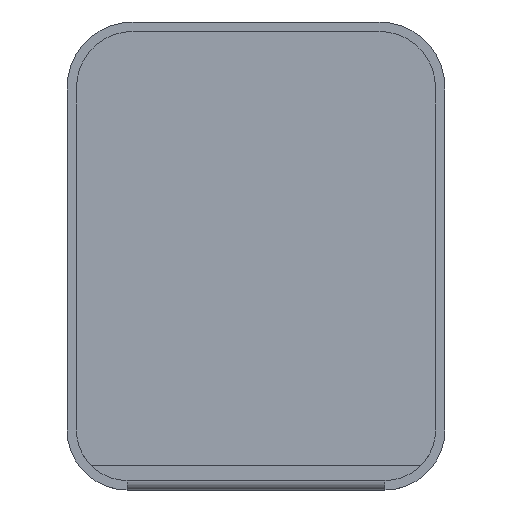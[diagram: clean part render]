
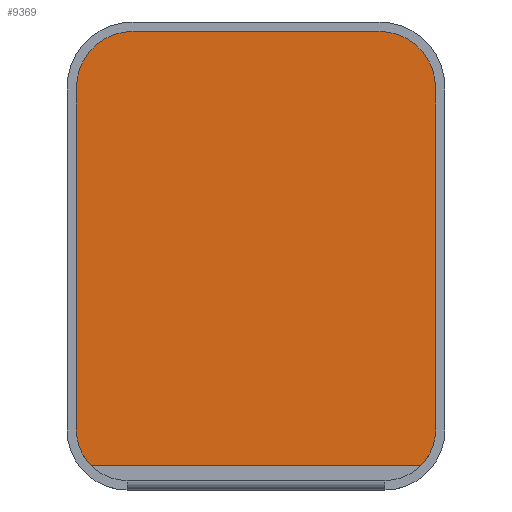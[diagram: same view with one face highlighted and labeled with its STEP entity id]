
A CAD part, top view. The second image highlights one B-rep face of the part: STEP entity #9369.
In plain terms, the highlighted planar face has unit normal (0, 0, 1).
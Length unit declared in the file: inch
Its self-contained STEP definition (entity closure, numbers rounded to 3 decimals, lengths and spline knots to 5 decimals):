
#283=CIRCLE('',#10006,0.16594);
#284=CIRCLE('',#10009,0.18563);
#285=CIRCLE('',#10012,0.18563);
#286=CIRCLE('',#10015,0.16594);
#519=FACE_OUTER_BOUND('',#1039,.T.);
#1039=EDGE_LOOP('',(#6331,#6332,#6333,#6334,#6335,#6336,#6337,#6338));
#1603=LINE('',#13222,#2745);
#1606=LINE('',#13230,#2748);
#1609=LINE('',#13238,#2751);
#1612=LINE('',#13245,#2754);
#2745=VECTOR('',#10784,0.3937);
#2748=VECTOR('',#10793,0.3937);
#2751=VECTOR('',#10802,0.3937);
#2754=VECTOR('',#10811,0.3937);
#3893=VERTEX_POINT('',#13215);
#3894=VERTEX_POINT('',#13217);
#3895=VERTEX_POINT('',#13221);
#3896=VERTEX_POINT('',#13225);
#3897=VERTEX_POINT('',#13229);
#3898=VERTEX_POINT('',#13233);
#3899=VERTEX_POINT('',#13237);
#3900=VERTEX_POINT('',#13241);
#4832=EDGE_CURVE('',#3894,#3893,#283,.T.);
#4834=EDGE_CURVE('',#3895,#3894,#1603,.T.);
#4836=EDGE_CURVE('',#3896,#3895,#284,.T.);
#4838=EDGE_CURVE('',#3897,#3896,#1606,.T.);
#4840=EDGE_CURVE('',#3898,#3897,#285,.T.);
#4842=EDGE_CURVE('',#3899,#3898,#1609,.T.);
#4844=EDGE_CURVE('',#3900,#3899,#286,.T.);
#4846=EDGE_CURVE('',#3893,#3900,#1612,.T.);
#6331=ORIENTED_EDGE('',*,*,#4846,.T.);
#6332=ORIENTED_EDGE('',*,*,#4844,.T.);
#6333=ORIENTED_EDGE('',*,*,#4842,.T.);
#6334=ORIENTED_EDGE('',*,*,#4840,.T.);
#6335=ORIENTED_EDGE('',*,*,#4838,.T.);
#6336=ORIENTED_EDGE('',*,*,#4836,.T.);
#6337=ORIENTED_EDGE('',*,*,#4834,.T.);
#6338=ORIENTED_EDGE('',*,*,#4832,.T.);
#8953=PLANE('',#10017);
#9369=ADVANCED_FACE('',(#519),#8953,.T.);
#10006=AXIS2_PLACEMENT_3D('',#13218,#10779,#10780);
#10009=AXIS2_PLACEMENT_3D('',#13226,#10788,#10789);
#10012=AXIS2_PLACEMENT_3D('',#13234,#10797,#10798);
#10015=AXIS2_PLACEMENT_3D('',#13242,#10806,#10807);
#10017=AXIS2_PLACEMENT_3D('',#13246,#10812,#10813);
#10779=DIRECTION('center_axis',(0.,0.,1.));
#10780=DIRECTION('ref_axis',(-1.,0.,0.));
#10784=DIRECTION('',(0.,-1.,0.));
#10788=DIRECTION('center_axis',(0.,0.,1.));
#10789=DIRECTION('ref_axis',(0.,1.,0.));
#10793=DIRECTION('',(-1.,0.,0.));
#10797=DIRECTION('center_axis',(0.,0.,1.));
#10798=DIRECTION('ref_axis',(1.,0.,0.));
#10802=DIRECTION('',(0.,1.,0.));
#10806=DIRECTION('center_axis',(0.,0.,1.));
#10807=DIRECTION('ref_axis',(0.,-1.,0.));
#10811=DIRECTION('',(1.,0.,0.));
#10812=DIRECTION('center_axis',(0.,0.,1.));
#10813=DIRECTION('ref_axis',(-1.,0.,0.));
#13215=CARTESIAN_POINT('',(-0.54057,-0.68821,0.1378));
#13217=CARTESIAN_POINT('',(-0.58917,-0.57087,0.1378));
#13218=CARTESIAN_POINT('Origin',(-0.42323,-0.57087,
0.1378));
#13221=CARTESIAN_POINT('',(-0.58917,0.55118,0.1378));
#13222=CARTESIAN_POINT('',(-0.58917,0.55118,0.1378));
#13225=CARTESIAN_POINT('',(-0.40354,0.73681,0.1378));
#13226=CARTESIAN_POINT('Origin',(-0.40354,0.55118,0.1378));
#13229=CARTESIAN_POINT('',(0.40354,0.73681,0.1378));
#13230=CARTESIAN_POINT('',(0.40354,0.73681,0.1378));
#13233=CARTESIAN_POINT('',(0.58917,0.55118,0.1378));
#13234=CARTESIAN_POINT('Origin',(0.40354,0.55118,0.1378));
#13237=CARTESIAN_POINT('',(0.58917,-0.57087,0.1378));
#13238=CARTESIAN_POINT('',(0.58917,-0.57087,0.1378));
#13241=CARTESIAN_POINT('',(0.54057,-0.68821,0.1378));
#13242=CARTESIAN_POINT('Origin',(0.42323,-0.57087,0.1378));
#13245=CARTESIAN_POINT('',(-0.54057,-0.68821,0.1378));
#13246=CARTESIAN_POINT('Origin',(0.,0.0243,
0.1378));
